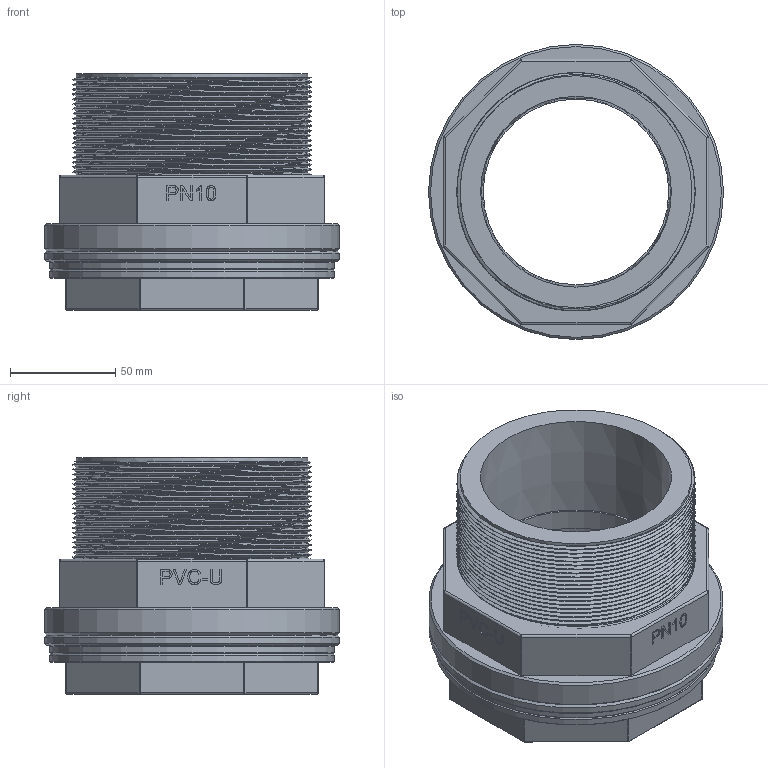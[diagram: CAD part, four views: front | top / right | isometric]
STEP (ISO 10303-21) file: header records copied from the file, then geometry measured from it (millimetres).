
FILE_DESCRIPTION(/* description */ (''),/* implementation_level */ '2;1');
FILE_NAME(/* name */ '904.stp',/* time_stamp */ '2026-02-07T14:23:47+08:00',/* author */ (''),/* organization */ (''),/* preprocessor_version */ 'ST-DEVELOPER v16',/* originating_system */ 'SIEMENS PLM Software NX 10.0',/* authorisation */ '');
FILE_SCHEMA (('AUTOMOTIVE_DESIGN { 1 0 10303 214 3 1 1 1 }'));
Length unit declared in the file: millimetre
Products named in the file (1): gelv1678D1822cop
Bounding box: 140 x 140 x 112 mm (x, y, z)
Volume: 624549 mm3; surface area: 185381.6 mm2
Topology: 4 solids, 4 shells, 408 faces, 1066 edges, 691 vertices
Faces by surface type: plane 163, cylinder 125, extrusion 90, bspline 12, cone 10, sphere 8
Full cylindrical faces by diameter (mm): 3.4 x1, 4.6 x1, 88 x1, 110.072 x38, 113.03 x39, 114 x2, 135 x2, 140 x2
Entity records: 28759 total; most frequent: CARTESIAN_POINT 21615, ORIENTED_EDGE 1604, DIRECTION 1078, EDGE_CURVE 802, VERTEX_POINT 532, B_SPLINE_CURVE_WITH_KNOTS 486, EDGE_LOOP 394, VECTOR 376
